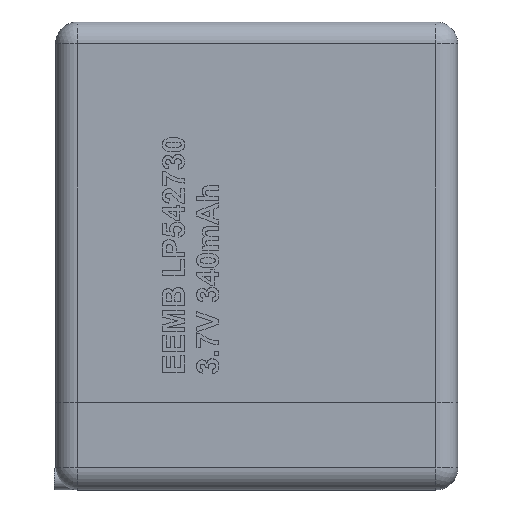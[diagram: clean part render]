
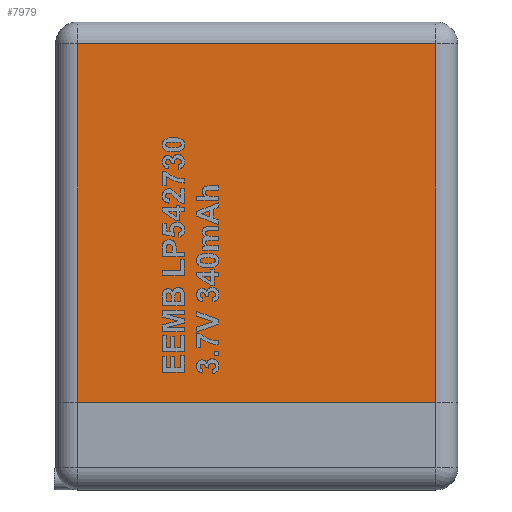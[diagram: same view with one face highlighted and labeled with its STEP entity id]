
A CAD part, top view. The second image highlights one B-rep face of the part: STEP entity #7979.
In plain terms, the highlighted planar face has unit normal (0, 0, 1).
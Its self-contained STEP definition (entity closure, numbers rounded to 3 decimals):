
#770=PLANE('',#8525);
#991=LINE('',#10127,#1733);
#999=LINE('',#10156,#1741);
#1002=LINE('',#10163,#1744);
#1005=LINE('',#10171,#1747);
#1733=VECTOR('',#8812,10.);
#1741=VECTOR('',#8846,10.);
#1744=VECTOR('',#8853,10.);
#1747=VECTOR('',#8862,10.);
#2503=FACE_OUTER_BOUND('',#2971,.T.);
#2971=EDGE_LOOP('',(#5555,#5556,#5557,#5558));
#3483=VERTEX_POINT('',#10115);
#3486=VERTEX_POINT('',#10125);
#3493=VERTEX_POINT('',#10147);
#3495=VERTEX_POINT('',#10159);
#4296=EDGE_CURVE('',#3486,#3483,#991,.T.);
#4311=EDGE_CURVE('',#3483,#3493,#999,.T.);
#4315=EDGE_CURVE('',#3493,#3495,#1002,.T.);
#4319=EDGE_CURVE('',#3486,#3495,#1005,.T.);
#5555=ORIENTED_EDGE('',*,*,#4315,.F.);
#5556=ORIENTED_EDGE('',*,*,#4311,.F.);
#5557=ORIENTED_EDGE('',*,*,#4296,.F.);
#5558=ORIENTED_EDGE('',*,*,#4319,.T.);
#7979=ADVANCED_FACE('',(#2503),#770,.T.);
#8525=AXIS2_PLACEMENT_3D('',#10170,#8860,#8861);
#8812=DIRECTION('',(0.,1.,0.));
#8846=DIRECTION('',(1.,0.,0.));
#8853=DIRECTION('',(0.,-1.,0.));
#8860=DIRECTION('center_axis',(0.,0.,1.));
#8861=DIRECTION('ref_axis',(1.,0.,0.));
#8862=DIRECTION('',(1.,0.,0.));
#10115=CARTESIAN_POINT('',(-12.25,14.5,5.7));
#10125=CARTESIAN_POINT('',(-12.25,-10.,5.7));
#10127=CARTESIAN_POINT('',(-12.25,9.5,5.7));
#10147=CARTESIAN_POINT('',(12.25,14.5,5.7));
#10156=CARTESIAN_POINT('',(6.875,14.5,5.7));
#10159=CARTESIAN_POINT('',(12.25,-10.,5.7));
#10163=CARTESIAN_POINT('',(12.25,-3.5,5.7));
#10170=CARTESIAN_POINT('Origin',(0.,3.,
5.7));
#10171=CARTESIAN_POINT('',(13.75,-10.,5.7));
